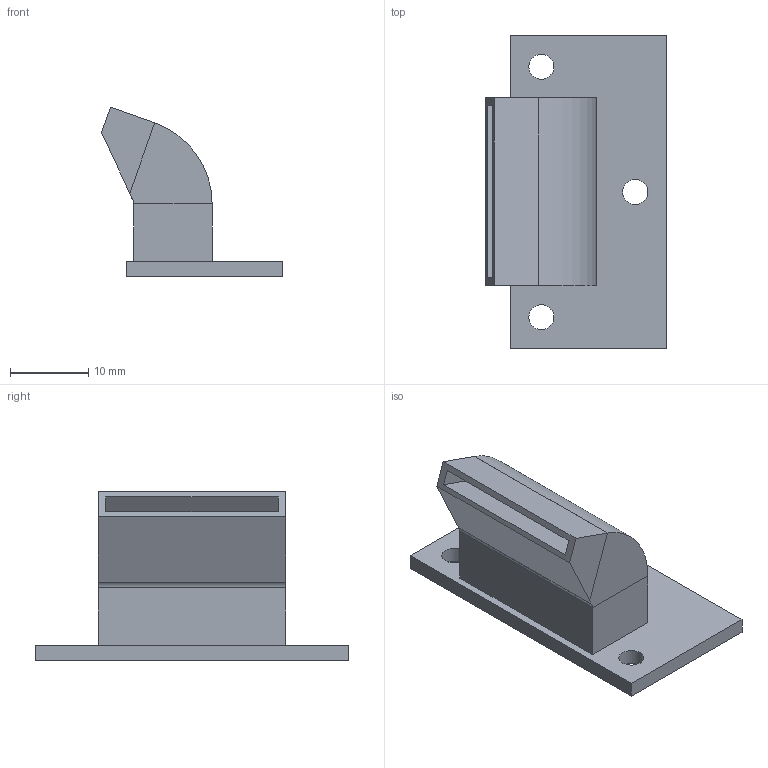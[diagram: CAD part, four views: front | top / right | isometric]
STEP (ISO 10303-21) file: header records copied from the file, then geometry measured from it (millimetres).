
FILE_DESCRIPTION(('FreeCAD Model'),'2;1');
FILE_NAME('Tete_Fan_H.step','2015-11-01T17:57:53',('Author'),(''), 'Open CASCADE STEP processor 6.8','FreeCAD','Unknown');
FILE_SCHEMA(('AUTOMOTIVE_DESIGN_CC2 { 1 2 10303 214 -1 1 5 4 }'));
Length unit declared in the file: millimetre
Products named in the file (1): Pocket006
Bounding box: 23.14 x 40 x 21.71 mm (x, y, z)
Volume: 2812.6 mm3; surface area: 4343.3 mm2
Topology: 1 solids, 1 shells, 42 faces, 99 edges, 60 vertices
Faces by surface type: plane 35, cylinder 7
Full cylindrical faces by diameter (mm): 3.2 x3
Entity records: 2513 total; most frequent: CARTESIAN_POINT 474, DIRECTION 373, LINE 255, VECTOR 255, ORIENTED_EDGE 198, PCURVE 198, DEFINITIONAL_REPRESENTATION 198, EDGE_CURVE 99
